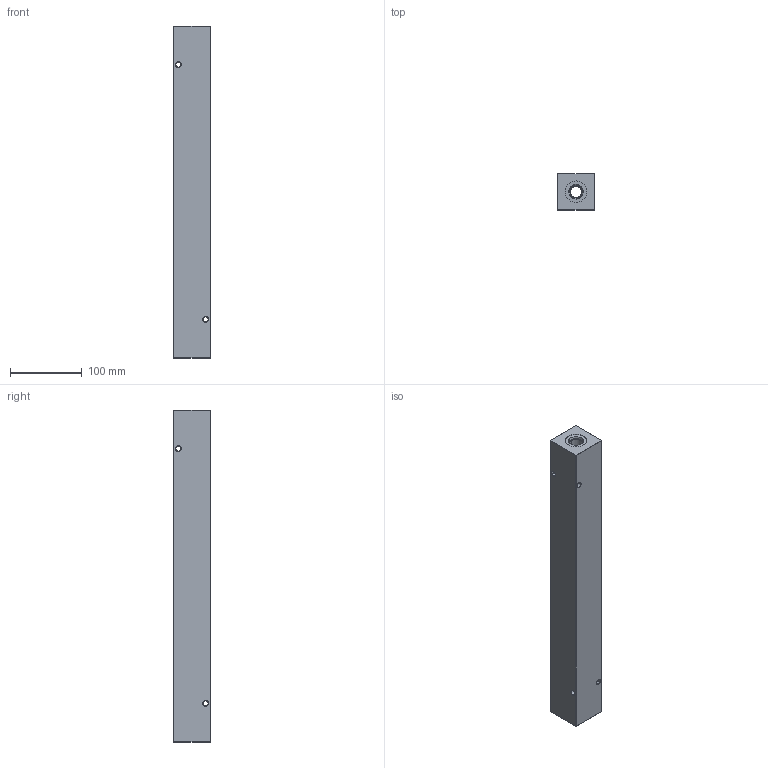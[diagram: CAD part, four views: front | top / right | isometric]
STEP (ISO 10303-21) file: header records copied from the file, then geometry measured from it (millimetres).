
FILE_DESCRIPTION (( 'STEP AP203' ), '1' );
FILE_NAME ('HM-9-0-S-8-4.STEP', '2020-09-30T20:27:49', ( '' ), ( '' ), 'SwSTEP 2.0', 'SolidWorks 2019', '' );
FILE_SCHEMA (( 'CONFIG_CONTROL_DESIGN' ));
Length unit declared in the file: inch
Products named in the file (1): HM-9-0-S-8-4
Bounding box: 50.8 x 50.8 x 463.55 mm (x, y, z)
Volume: 1079631.8 mm3; surface area: 129719.9 mm2
Topology: 1 solids, 1 shells, 595 faces, 1502 edges, 952 vertices
Faces by surface type: plane 239, bspline 194, cone 82, cylinder 80
Entity records: 27541 total; most frequent: CARTESIAN_POINT 14422, ORIENTED_EDGE 3004, DIRECTION 2080, EDGE_CURVE 1502, VERTEX_POINT 952, LINE 884, VECTOR 884, EDGE_LOOP 670
